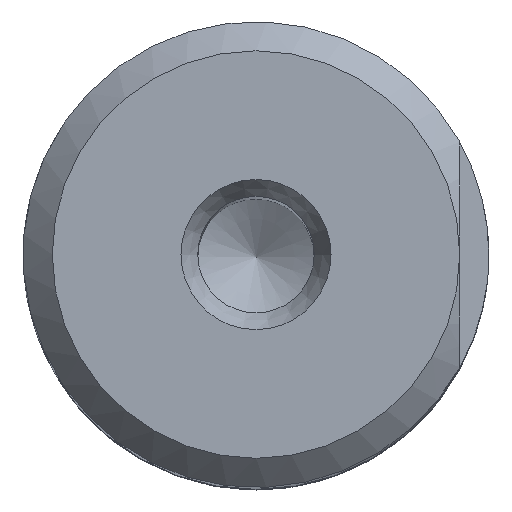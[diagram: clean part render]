
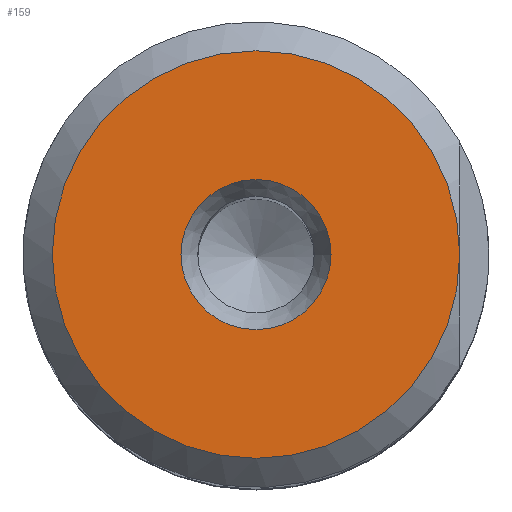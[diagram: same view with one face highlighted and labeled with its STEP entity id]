
A CAD part, top view. The second image highlights one B-rep face of the part: STEP entity #159.
In plain terms, the highlighted planar face has unit normal (0, 0, 1).
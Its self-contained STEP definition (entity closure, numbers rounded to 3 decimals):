
#35=PLANE('',#915);
#159=ADVANCED_FACE('',(#379,#380),#35,.T.);
#379=FACE_BOUND('',#493,.T.);
#380=FACE_BOUND('',#494,.T.);
#493=EDGE_LOOP('',(#621));
#494=EDGE_LOOP('',(#622));
#621=ORIENTED_EDGE('',*,*,#757,.T.);
#622=ORIENTED_EDGE('',*,*,#781,.F.);
#689=VERTEX_POINT('',#1652);
#715=VERTEX_POINT('',#1720);
#757=EDGE_CURVE('',#689,#689,#822,.T.);
#781=EDGE_CURVE('',#715,#715,#839,.T.);
#822=CIRCLE('',#881,14.);
#839=CIRCLE('',#913,5.155);
#881=AXIS2_PLACEMENT_3D('',#1659,#1043,#1044);
#913=AXIS2_PLACEMENT_3D('',#1719,#1111,#1112);
#915=AXIS2_PLACEMENT_3D('',#1722,#1115,#1116);
#1043=DIRECTION('',(0.,0.,1.));
#1044=DIRECTION('',(1.,0.,0.));
#1111=DIRECTION('',(0.,0.,1.));
#1112=DIRECTION('',(1.,0.,0.));
#1115=DIRECTION('',(0.,0.,1.));
#1116=DIRECTION('',(1.,0.,0.));
#1652=CARTESIAN_POINT('',(14.,0.,60.));
#1659=CARTESIAN_POINT('',(0.,0.,60.));
#1719=CARTESIAN_POINT('',(0.,0.,60.));
#1720=CARTESIAN_POINT('',(5.155,0.,60.));
#1722=CARTESIAN_POINT('',(5.155,0.,60.));
